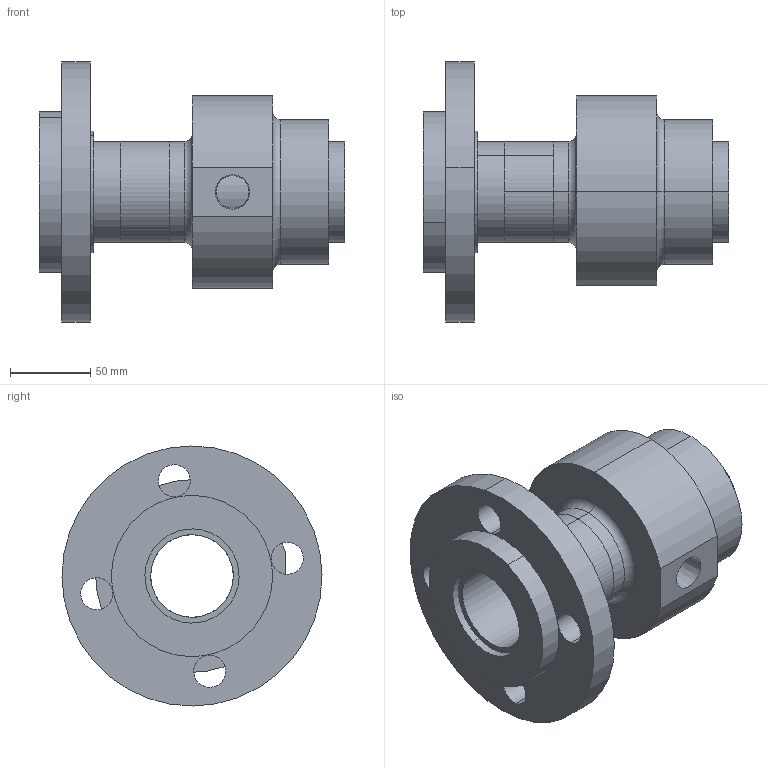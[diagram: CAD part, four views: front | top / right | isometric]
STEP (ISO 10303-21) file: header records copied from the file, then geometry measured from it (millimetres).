
FILE_DESCRIPTION (( 'STEP AP203' ), '1' );
FILE_NAME ('--7861338.STEP', '2015-03-20T18:56:15', ( 'enduser' ), ( '' ), 'SwSTEP 2.0', 'SolidWorks 2014', '' );
FILE_SCHEMA (( 'CONFIG_CONTROL_DESIGN' ));
Length unit declared in the file: inch
Products named in the file (1): --7861338
Bounding box: 190.5 x 161.99 x 161.99 mm (x, y, z)
Surface area: 177893.6 mm2 (no closed solid volume)
Topology: 0 solids, 5 shells, 56 faces, 138 edges, 90 vertices
Faces by surface type: cylinder 35, plane 11, torus 8, cone 2
Entity records: 1825 total; most frequent: DIRECTION 346, CARTESIAN_POINT 319, ORIENTED_EDGE 254, AXIS2_PLACEMENT_3D 153, EDGE_CURVE 138, CIRCLE 96, VERTEX_POINT 90, EDGE_LOOP 74
